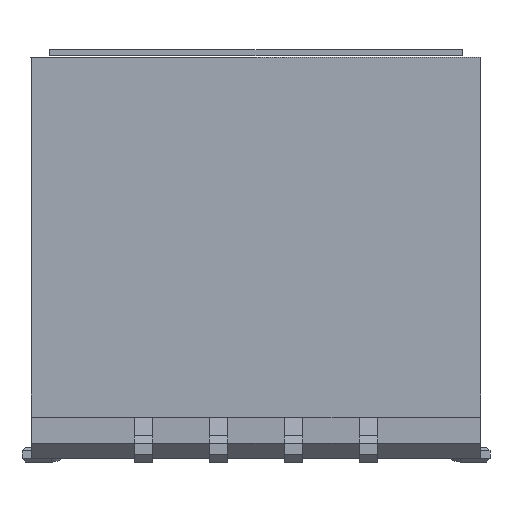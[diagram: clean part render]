
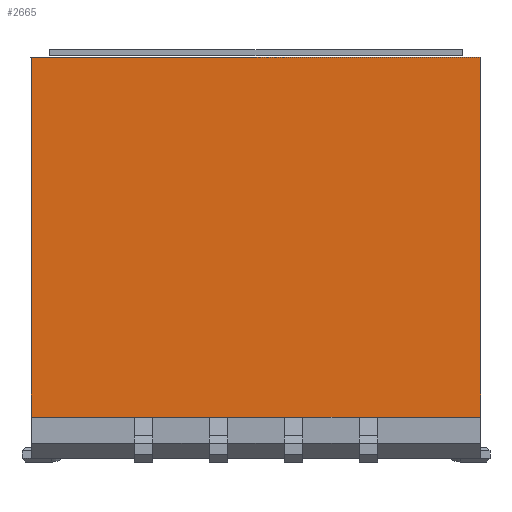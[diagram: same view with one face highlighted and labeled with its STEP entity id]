
A CAD part, front view. The second image highlights one B-rep face of the part: STEP entity #2665.
In plain terms, the highlighted planar face has unit normal (0, -1, 0).
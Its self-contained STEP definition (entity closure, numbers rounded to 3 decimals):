
#201=DIRECTION('',(1.,0.,0.));
#202=VECTOR('',#201,6.);
#203=CARTESIAN_POINT('',(-3.,-1.5,5.35));
#204=LINE('',#203,#202);
#345=DIRECTION('',(1.,0.,0.));
#346=VECTOR('',#345,6.);
#347=CARTESIAN_POINT('',(-3.,-1.5,0.55));
#348=LINE('',#347,#346);
#349=DIRECTION('',(0.,0.,1.));
#350=VECTOR('',#349,4.8);
#351=CARTESIAN_POINT('',(-3.,-1.5,0.55));
#352=LINE('',#351,#350);
#1045=DIRECTION('',(0.,0.,1.));
#1046=VECTOR('',#1045,4.8);
#1047=CARTESIAN_POINT('',(3.,-1.5,0.55));
#1048=LINE('',#1047,#1046);
#1742=CARTESIAN_POINT('',(-3.,-1.5,5.35));
#1744=VERTEX_POINT('',#1742);
#1745=CARTESIAN_POINT('',(3.,-1.5,5.35));
#1746=VERTEX_POINT('',#1745);
#1749=CARTESIAN_POINT('',(-3.,-1.5,0.55));
#1750=CARTESIAN_POINT('',(3.,-1.5,0.55));
#1751=VERTEX_POINT('',#1749);
#1752=VERTEX_POINT('',#1750);
#2652=CARTESIAN_POINT('',(-3.,-1.5,0.));
#2653=DIRECTION('',(0.,-1.,0.));
#2654=DIRECTION('',(1.,0.,0.));
#2655=AXIS2_PLACEMENT_3D('',#2652,#2653,#2654);
#2656=PLANE('',#2655);
#2658=ORIENTED_EDGE('',*,*,#2657,.F.);
#2659=ORIENTED_EDGE('',*,*,#2637,.T.);
#2660=ORIENTED_EDGE('',*,*,#2514,.T.);
#2662=ORIENTED_EDGE('',*,*,#2661,.F.);
#2663=EDGE_LOOP('',(#2658,#2659,#2660,#2662));
#2664=FACE_OUTER_BOUND('',#2663,.F.);
#2665=ADVANCED_FACE('',(#2664),#2656,.T.);
#2514=EDGE_CURVE('',#1744,#1746,#204,.T.);
#2637=EDGE_CURVE('',#1751,#1744,#352,.T.);
#2657=EDGE_CURVE('',#1751,#1752,#348,.T.);
#2661=EDGE_CURVE('',#1752,#1746,#1048,.T.);
